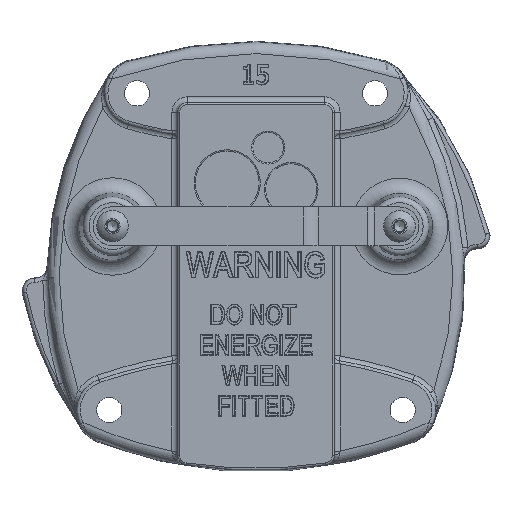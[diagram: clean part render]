
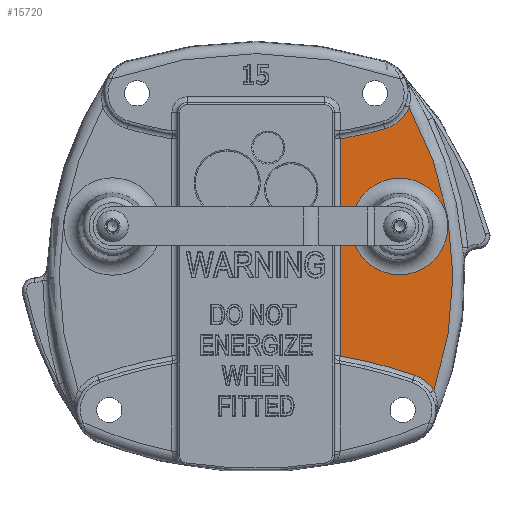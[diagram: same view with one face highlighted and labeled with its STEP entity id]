
A CAD part, top view. The second image highlights one B-rep face of the part: STEP entity #15720.
In plain terms, the highlighted planar face has unit normal (0, 0, 1).
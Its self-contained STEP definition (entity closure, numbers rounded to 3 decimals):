
#1939=LINE('',#31077,#3247);
#3247=VECTOR('',#20112,10.);
#3909=PLANE('',#17055);
#4041=FACE_BOUND('',#5973,.T.);
#4934=FACE_OUTER_BOUND('',#5972,.T.);
#5972=EDGE_LOOP('',(#14099,#14100,#14101,#14102,#14103,#14104));
#5973=EDGE_LOOP('',(#14105));
#6242=CIRCLE('',#16781,180.12);
#6252=CIRCLE('',#16797,251.489);
#6255=CIRCLE('',#16801,18.989);
#6264=CIRCLE('',#16814,18.989);
#6269=CIRCLE('',#16821,251.489);
#6310=CIRCLE('',#17056,24.91);
#7477=VERTEX_POINT('',#30751);
#7478=VERTEX_POINT('',#30757);
#7487=VERTEX_POINT('',#30861);
#7490=VERTEX_POINT('',#30868);
#7495=VERTEX_POINT('',#31018);
#7498=VERTEX_POINT('',#31025);
#7658=VERTEX_POINT('',#32265);
#9450=EDGE_CURVE('',#7478,#7477,#6242,.T.);
#9469=EDGE_CURVE('',#7487,#7490,#6252,.T.);
#9472=EDGE_CURVE('',#7490,#7477,#6255,.T.);
#9485=EDGE_CURVE('',#7478,#7495,#6264,.T.);
#9490=EDGE_CURVE('',#7495,#7498,#6269,.T.);
#9499=EDGE_CURVE('',#7498,#7487,#1939,.T.);
#9839=EDGE_CURVE('',#7658,#7658,#6310,.F.);
#14099=ORIENTED_EDGE('',*,*,#9469,.F.);
#14100=ORIENTED_EDGE('',*,*,#9499,.F.);
#14101=ORIENTED_EDGE('',*,*,#9490,.F.);
#14102=ORIENTED_EDGE('',*,*,#9485,.F.);
#14103=ORIENTED_EDGE('',*,*,#9450,.T.);
#14104=ORIENTED_EDGE('',*,*,#9472,.F.);
#14105=ORIENTED_EDGE('',*,*,#9839,.T.);
#15720=ADVANCED_FACE('',(#4934,#4041),#3909,.T.);
#16781=AXIS2_PLACEMENT_3D('',#30758,#20008,#20009);
#16797=AXIS2_PLACEMENT_3D('',#30872,#20043,#20044);
#16801=AXIS2_PLACEMENT_3D('',#30877,#20051,#20052);
#16814=AXIS2_PLACEMENT_3D('',#31022,#20077,#20078);
#16821=AXIS2_PLACEMENT_3D('',#31032,#20091,#20092);
#17055=AXIS2_PLACEMENT_3D('',#32264,#20829,#20830);
#17056=AXIS2_PLACEMENT_3D('',#32266,#20831,#20832);
#20008=DIRECTION('center_axis',(0.,0.,1.));
#20009=DIRECTION('ref_axis',(1.,0.,0.));
#20043=DIRECTION('center_axis',(0.,0.,1.));
#20044=DIRECTION('ref_axis',(0.171,-0.985,0.));
#20051=DIRECTION('center_axis',(0.,0.,1.));
#20052=DIRECTION('ref_axis',(0.264,-0.965,0.));
#20077=DIRECTION('center_axis',(0.,0.,1.));
#20078=DIRECTION('ref_axis',(0.845,0.535,0.));
#20091=DIRECTION('center_axis',(0.,0.,1.));
#20092=DIRECTION('ref_axis',(0.325,0.946,0.));
#20112=DIRECTION('',(0.,1.,0.));
#20829=DIRECTION('center_axis',(0.,0.,1.));
#20830=DIRECTION('ref_axis',(1.,0.,0.));
#20831=DIRECTION('center_axis',(0.,0.,1.));
#20832=DIRECTION('ref_axis',(1.,0.,0.));
#30751=CARTESIAN_POINT('',(78.937,80.436,-2.));
#30757=CARTESIAN_POINT('',(91.705,-65.502,-2.));
#30758=CARTESIAN_POINT('Origin',(-78.606,-6.875,-2.));
#30861=CARTESIAN_POINT('',(43.399,64.189,-2.));
#30868=CARTESIAN_POINT('',(66.385,69.336,-2.));
#30872=CARTESIAN_POINT('Origin',(0.,311.905,-2.));
#30877=CARTESIAN_POINT('Origin',(61.373,87.651,-2.));
#31018=CARTESIAN_POINT('',(81.84,-57.703,-2.));
#31022=CARTESIAN_POINT('Origin',(75.66,-75.658,-2.));
#31025=CARTESIAN_POINT('',(43.399,-47.787,-2.));
#31032=CARTESIAN_POINT('Origin',(0.,-295.503,-2.));
#31077=CARTESIAN_POINT('',(43.399,42.535,-2.));
#32264=CARTESIAN_POINT('Origin',(0.,1.57,-2.));
#32265=CARTESIAN_POINT('',(98.91,19.,-2.));
#32266=CARTESIAN_POINT('Origin',(74.,19.,-2.));
